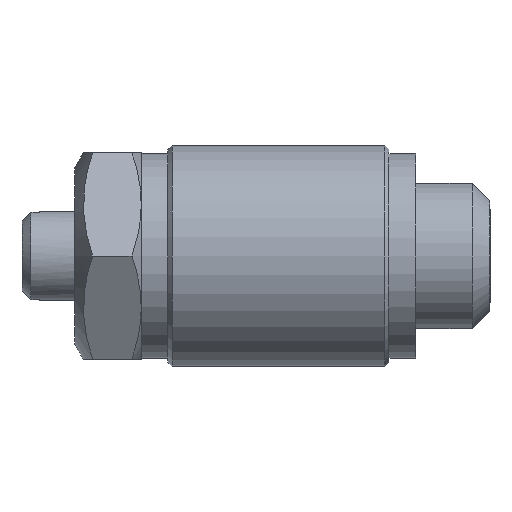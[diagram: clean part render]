
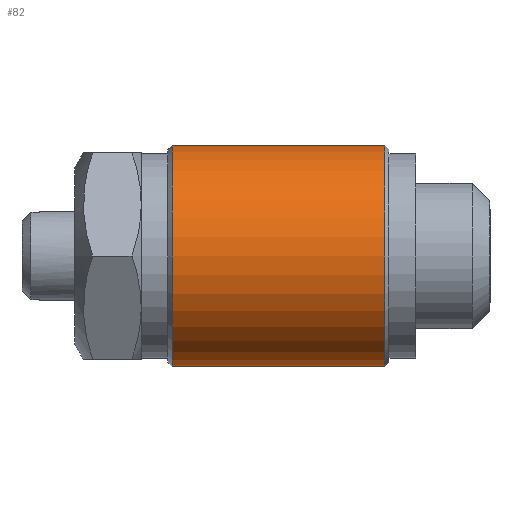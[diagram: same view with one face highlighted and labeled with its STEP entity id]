
A CAD part, left-side view. The second image highlights one B-rep face of the part: STEP entity #82.
In plain terms, the highlighted cylindrical face has radius 7.5 mm (diameter 15 mm), a partial arc.
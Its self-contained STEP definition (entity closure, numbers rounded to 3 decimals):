
#82 = ADVANCED_FACE ( 'NONE', ( #581 ), #587, .T. ) ;
#98 = ORIENTED_EDGE ( 'NONE', *, *, #130, .T. ) ;
#104 = ORIENTED_EDGE ( 'NONE', *, *, #2382, .F. ) ;
#127 = ORIENTED_EDGE ( 'NONE', *, *, #128, .F. ) ;
#128 = EDGE_CURVE ( 'NONE', #2414, #2349, #1062, .T. ) ;
#130 = EDGE_CURVE ( 'NONE', #2379, #2352, #1077, .T. ) ;
#141 = ORIENTED_EDGE ( 'NONE', *, *, #2337, .T. ) ;
#566 = DIRECTION ( 'NONE',  ( 0., 0., -1. ) ) ;
#567 = DIRECTION ( 'NONE',  ( 0., -1., 0. ) ) ;
#581 = FACE_OUTER_BOUND ( 'NONE', #2403, .T. ) ;
#587 = CYLINDRICAL_SURFACE ( 'NONE', #589, 7.5 ) ;
#588 = CARTESIAN_POINT ( 'NONE',  ( 0., 4.819, 0. ) ) ;
#589 = AXIS2_PLACEMENT_3D ( 'NONE', #588, #567, #566 ) ;
#1041 = CARTESIAN_POINT ( 'NONE',  ( 0., 7.5, 0. ) ) ;
#1042 = DIRECTION ( 'NONE',  ( 0., -1., 0. ) ) ;
#1043 = AXIS2_PLACEMENT_3D ( 'NONE', #1041, #1042, #1054 ) ;
#1054 = DIRECTION ( 'NONE',  ( 0., 0., -1. ) ) ;
#1060 = DIRECTION ( 'NONE',  ( 0., 0., -1. ) ) ;
#1061 = DIRECTION ( 'NONE',  ( 0., -1., 0. ) ) ;
#1062 = CIRCLE ( 'NONE', #1043, 7.5 ) ;
#1075 = CARTESIAN_POINT ( 'NONE',  ( 0., 21.9, 0. ) ) ;
#1076 = AXIS2_PLACEMENT_3D ( 'NONE', #1075, #1061, #1060 ) ;
#1077 = CIRCLE ( 'NONE', #1076, 7.5 ) ;
#1677 = DIRECTION ( 'NONE',  ( 0., -1., 0. ) ) ;
#1678 = VECTOR ( 'NONE', #1677, 1000. ) ;
#1679 = CARTESIAN_POINT ( 'NONE',  ( 0., 4.819, -7.5 ) ) ;
#1680 = LINE ( 'NONE', #1679, #1678 ) ;
#2076 = CARTESIAN_POINT ( 'NONE',  ( 0., 7.5, -7.5 ) ) ;
#2113 = CARTESIAN_POINT ( 'NONE',  ( 0., 21.9, -7.5 ) ) ;
#2171 = VECTOR ( 'NONE', #2224, 1000. ) ;
#2200 = CARTESIAN_POINT ( 'NONE',  ( 0., 4.819, 7.5 ) ) ;
#2216 = CARTESIAN_POINT ( 'NONE',  ( 0., 21.9, 7.5 ) ) ;
#2217 = LINE ( 'NONE', #2200, #2171 ) ;
#2224 = DIRECTION ( 'NONE',  ( 0., -1., 0. ) ) ;
#2316 = CARTESIAN_POINT ( 'NONE',  ( 0., 7.5, 7.5 ) ) ;
#2337 = EDGE_CURVE ( 'NONE', #2352, #2349, #1680, .T. ) ;
#2349 = VERTEX_POINT ( 'NONE', #2076 ) ;
#2352 = VERTEX_POINT ( 'NONE', #2113 ) ;
#2379 = VERTEX_POINT ( 'NONE', #2216 ) ;
#2382 = EDGE_CURVE ( 'NONE', #2379, #2414, #2217, .T. ) ;
#2403 = EDGE_LOOP ( 'NONE', ( #104, #98, #141, #127 ) ) ;
#2414 = VERTEX_POINT ( 'NONE', #2316 ) ;
